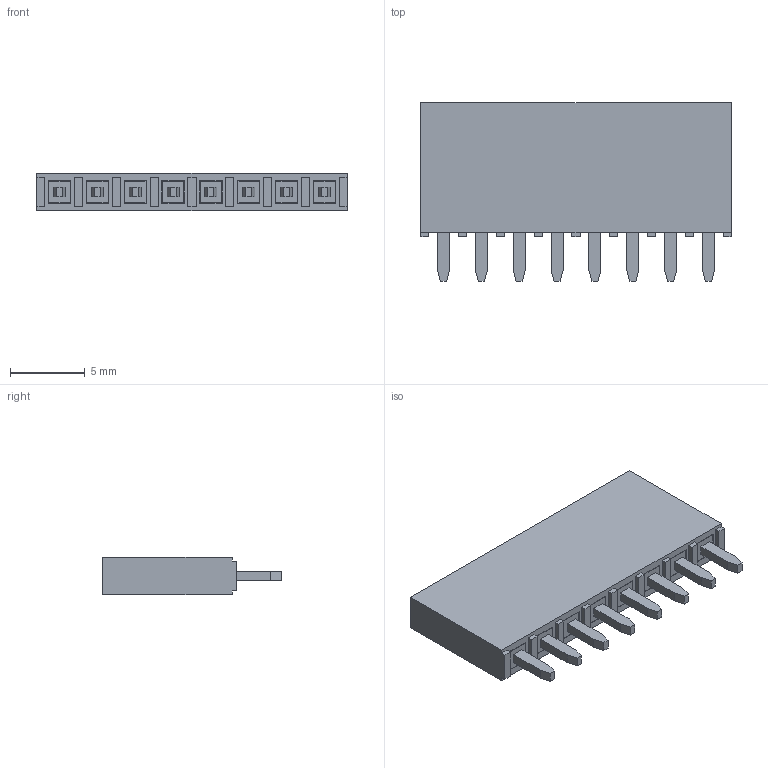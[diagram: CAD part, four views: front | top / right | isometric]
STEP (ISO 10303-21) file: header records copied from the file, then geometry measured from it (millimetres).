
FILE_DESCRIPTION (( 'STEP AP214' ), '1' );
FILE_NAME ('8-Pin Header - Female - 2.54mm.step', '2023-07-10T22:52:55', ( '' ), ( '' ), 'SwSTEP 2.0', 'SolidWorks 2022', '' );
FILE_SCHEMA (( 'AUTOMOTIVE_DESIGN' ));
Length unit declared in the file: millimetre
Products named in the file (1): 8-Pin Header - Female - 2.54mm
Bounding box: 20.82 x 12 x 2.5 mm (x, y, z)
Volume: 347.8 mm3; surface area: 1282.4 mm2
Topology: 1 solids, 1 shells, 329 faces, 776 edges, 496 vertices
Faces by surface type: plane 329
Entity records: 12811 total; most frequent: CARTESIAN_POINT 1602, ORIENTED_EDGE 1552, DIRECTION 1436, LINE 776, EDGE_CURVE 776, VECTOR 776, VERTEX_POINT 496, EDGE_LOOP 376
